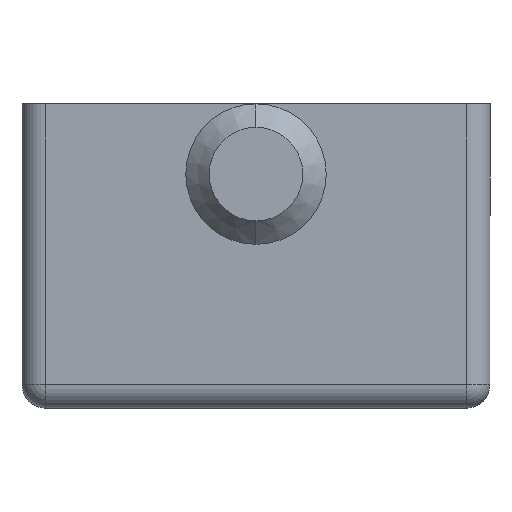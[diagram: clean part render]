
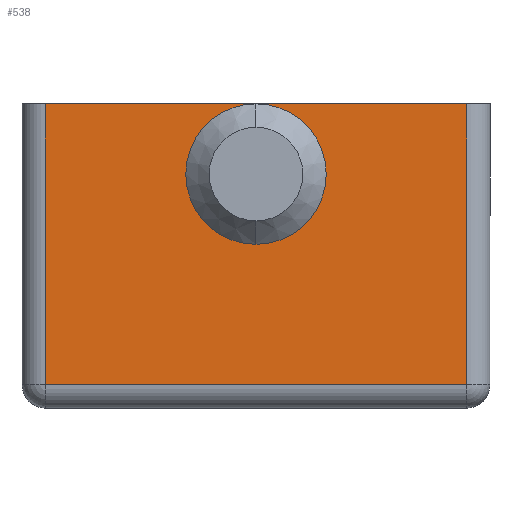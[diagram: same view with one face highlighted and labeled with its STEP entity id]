
A CAD part, front view. The second image highlights one B-rep face of the part: STEP entity #538.
In plain terms, the highlighted planar face has unit normal (0, -1, 0).
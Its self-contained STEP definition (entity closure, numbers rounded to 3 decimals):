
#37 = AXIS2_PLACEMENT_3D ( 'NONE', #438, #937, #187 ) ;
#38 = DIRECTION ( 'NONE',  ( 1., 0., 0. ) ) ;
#47 = EDGE_CURVE ( 'NONE', #729, #101, #351, .T. ) ;
#56 = EDGE_CURVE ( 'NONE', #318, #832, #430, .T. ) ;
#101 = VERTEX_POINT ( 'NONE', #305 ) ;
#103 = CARTESIAN_POINT ( 'NONE',  ( 9., -10., 1. ) ) ;
#107 = VECTOR ( 'NONE', #149, 1000. ) ;
#123 = ORIENTED_EDGE ( 'NONE', *, *, #552, .T. ) ;
#149 = DIRECTION ( 'NONE',  ( 1., 0., 0. ) ) ;
#187 = DIRECTION ( 'NONE',  ( 0., 0., -1. ) ) ;
#189 = VERTEX_POINT ( 'NONE', #818 ) ;
#191 = CARTESIAN_POINT ( 'NONE',  ( 9., -10., 1.5 ) ) ;
#231 = CARTESIAN_POINT ( 'NONE',  ( -10., -10., 1.5 ) ) ;
#238 = CARTESIAN_POINT ( 'NONE',  ( 9., -10., 13. ) ) ;
#252 = VERTEX_POINT ( 'NONE', #485 ) ;
#257 = DIRECTION ( 'NONE',  ( 0., 0., -1. ) ) ;
#264 = VECTOR ( 'NONE', #1080, 1000. ) ;
#265 = ORIENTED_EDGE ( 'NONE', *, *, #47, .F. ) ;
#291 = ORIENTED_EDGE ( 'NONE', *, *, #450, .F. ) ;
#305 = CARTESIAN_POINT ( 'NONE',  ( 0., -10., 13. ) ) ;
#315 = PLANE ( 'NONE',  #513 ) ;
#318 = VERTEX_POINT ( 'NONE', #103 ) ;
#329 = LINE ( 'NONE', #835, #264 ) ;
#351 = LINE ( 'NONE', #1009, #424 ) ;
#375 = EDGE_LOOP ( 'NONE', ( #123, #566, #711, #291, #719, #265, #686 ) ) ;
#377 = CARTESIAN_POINT ( 'NONE',  ( 10., -10., 13. ) ) ;
#424 = VECTOR ( 'NONE', #935, 1000. ) ;
#430 = LINE ( 'NONE', #191, #643 ) ;
#438 = CARTESIAN_POINT ( 'NONE',  ( 0., -10., 10. ) ) ;
#450 = EDGE_CURVE ( 'NONE', #252, #101, #536, .T. ) ;
#485 = CARTESIAN_POINT ( 'NONE',  ( 0., -10., 7. ) ) ;
#513 = AXIS2_PLACEMENT_3D ( 'NONE', #231, #1055, #564 ) ;
#536 = CIRCLE ( 'NONE', #37, 3. ) ;
#538 = ADVANCED_FACE ( 'NONE', ( #983 ), #315, .F. ) ;
#552 = EDGE_CURVE ( 'NONE', #189, #318, #641, .T. ) ;
#564 = DIRECTION ( 'NONE',  ( 0., 0., 1. ) ) ;
#566 = ORIENTED_EDGE ( 'NONE', *, *, #56, .T. ) ;
#641 = LINE ( 'NONE', #895, #107 ) ;
#643 = VECTOR ( 'NONE', #688, 1000. ) ;
#667 = DIRECTION ( 'NONE',  ( 0., -1., 0. ) ) ;
#674 = EDGE_CURVE ( 'NONE', #101, #832, #805, .T. ) ;
#686 = ORIENTED_EDGE ( 'NONE', *, *, #828, .T. ) ;
#688 = DIRECTION ( 'NONE',  ( 0., 0., 1. ) ) ;
#691 = CIRCLE ( 'NONE', #991, 3. ) ;
#711 = ORIENTED_EDGE ( 'NONE', *, *, #674, .F. ) ;
#719 = ORIENTED_EDGE ( 'NONE', *, *, #844, .F. ) ;
#729 = VERTEX_POINT ( 'NONE', #874 ) ;
#798 = VECTOR ( 'NONE', #38, 1000. ) ;
#805 = LINE ( 'NONE', #377, #798 ) ;
#818 = CARTESIAN_POINT ( 'NONE',  ( -9., -10., 1. ) ) ;
#828 = EDGE_CURVE ( 'NONE', #729, #189, #329, .T. ) ;
#832 = VERTEX_POINT ( 'NONE', #238 ) ;
#835 = CARTESIAN_POINT ( 'NONE',  ( -9., -10., 1.5 ) ) ;
#844 = EDGE_CURVE ( 'NONE', #101, #252, #691, .T. ) ;
#874 = CARTESIAN_POINT ( 'NONE',  ( -9., -10., 13. ) ) ;
#895 = CARTESIAN_POINT ( 'NONE',  ( -10., -10., 1. ) ) ;
#935 = DIRECTION ( 'NONE',  ( 1., 0., 0. ) ) ;
#937 = DIRECTION ( 'NONE',  ( 0., -1., 0. ) ) ;
#983 = FACE_OUTER_BOUND ( 'NONE', #375, .T. ) ;
#991 = AXIS2_PLACEMENT_3D ( 'NONE', #994, #667, #257 ) ;
#994 = CARTESIAN_POINT ( 'NONE',  ( 0., -10., 10. ) ) ;
#1009 = CARTESIAN_POINT ( 'NONE',  ( 10., -10., 13. ) ) ;
#1055 = DIRECTION ( 'NONE',  ( 0., 1., 0. ) ) ;
#1080 = DIRECTION ( 'NONE',  ( 0., 0., -1. ) ) ;
